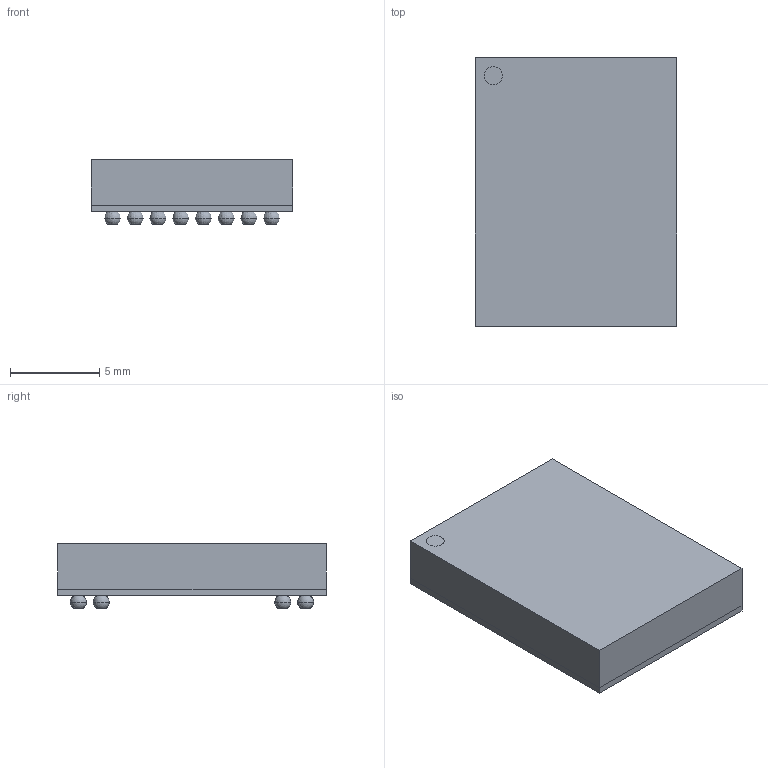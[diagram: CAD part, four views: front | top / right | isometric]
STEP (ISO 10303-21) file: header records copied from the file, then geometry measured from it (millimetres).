
FILE_DESCRIPTION((''),'2;1');
FILE_NAME('BGA32C127P8X11_1125X1500X362.stp','2015-01-08T17:16:53',(''),(''),'Mechanical Desktop 2011','Mechanical Desktop 2011',', , ');
FILE_SCHEMA(('AUTOMOTIVE_DESIGN { 1 2 10303 214 1 1 1 1 }'));
Length unit declared in the file: millimetre
Products named in the file (1): Product
Bounding box: 11.25 x 15 x 3.62 mm (x, y, z)
Volume: 504.1 mm3; surface area: 909.6 mm2
Topology: 35 solids, 35 shells, 147 faces, 292 edges, 152 vertices
Faces by surface type: plane 72, sphere 64, bspline 7, cylinder 4
Entity records: 3070 total; most frequent: DIRECTION 582, CARTESIAN_POINT 485, ORIENTED_EDGE 328, AXIS2_PLACEMENT_3D 277, EDGE_LOOP 212, EDGE_CURVE 164, VERTEX_POINT 152, FACE_OUTER_BOUND 147
